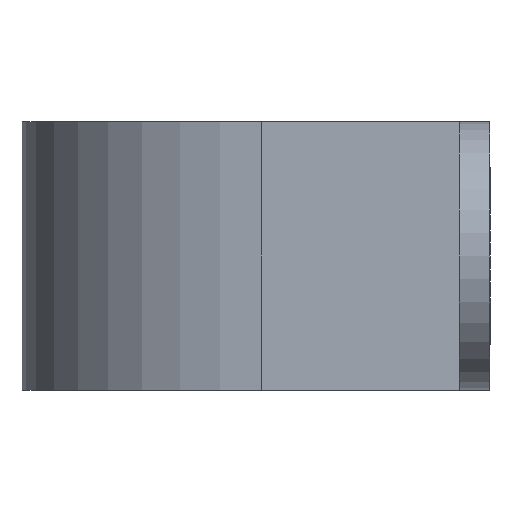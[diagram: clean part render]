
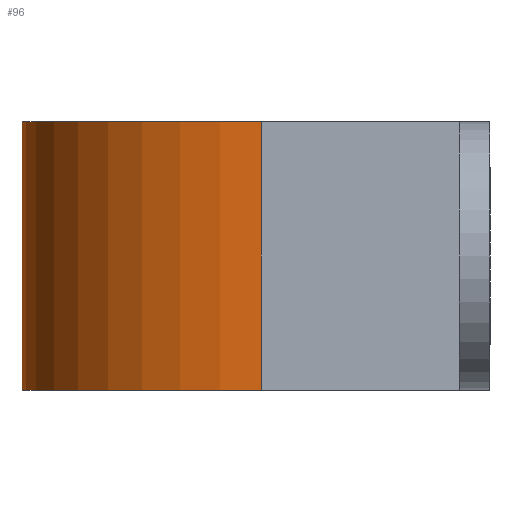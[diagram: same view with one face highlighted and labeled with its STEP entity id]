
A CAD part, left-side view. The second image highlights one B-rep face of the part: STEP entity #96.
In plain terms, the highlighted cylindrical face has radius 17.8 mm (diameter 35.6 mm), a partial arc.
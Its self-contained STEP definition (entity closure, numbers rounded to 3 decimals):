
#15 = CIRCLE ( 'NONE', #474, 17.8 ) ;
#38 = ORIENTED_EDGE ( 'NONE', *, *, #703, .T. ) ;
#89 = DIRECTION ( 'NONE',  ( 0., 0., -1. ) ) ;
#96 = ADVANCED_FACE ( 'NONE', ( #710 ), #229, .T. ) ;
#107 = CARTESIAN_POINT ( 'NONE',  ( 0., 17., 10. ) ) ;
#127 = EDGE_CURVE ( 'NONE', #902, #908, #15, .T. ) ;
#138 = VECTOR ( 'NONE', #141, 1000. ) ;
#141 = DIRECTION ( 'NONE',  ( 0., 0., -1. ) ) ;
#143 = ORIENTED_EDGE ( 'NONE', *, *, #127, .T. ) ;
#147 = ORIENTED_EDGE ( 'NONE', *, *, #714, .F. ) ;
#229 = CYLINDRICAL_SURFACE ( 'NONE', #536, 17.8 ) ;
#285 = VERTEX_POINT ( 'NONE', #530 ) ;
#313 = LINE ( 'NONE', #752, #636 ) ;
#321 = DIRECTION ( 'NONE',  ( -1., 0., 0. ) ) ;
#323 = ORIENTED_EDGE ( 'NONE', *, *, #780, .F. ) ;
#332 = CARTESIAN_POINT ( 'NONE',  ( -17.8, 17., -10. ) ) ;
#371 = CIRCLE ( 'NONE', #901, 17.8 ) ;
#379 = DIRECTION ( 'NONE',  ( 0., 0., 1. ) ) ;
#404 = LINE ( 'NONE', #683, #138 ) ;
#470 = CARTESIAN_POINT ( 'NONE',  ( 0., 17., -10. ) ) ;
#474 = AXIS2_PLACEMENT_3D ( 'NONE', #470, #769, #764 ) ;
#505 = DIRECTION ( 'NONE',  ( -1., 0., 0. ) ) ;
#530 = CARTESIAN_POINT ( 'NONE',  ( -17.8, 17., 10. ) ) ;
#536 = AXIS2_PLACEMENT_3D ( 'NONE', #815, #89, #505 ) ;
#546 = CARTESIAN_POINT ( 'NONE',  ( 17.8, 17., -10. ) ) ;
#555 = CARTESIAN_POINT ( 'NONE',  ( 17.8, 17., 10. ) ) ;
#564 = VERTEX_POINT ( 'NONE', #555 ) ;
#636 = VECTOR ( 'NONE', #676, 1000. ) ;
#676 = DIRECTION ( 'NONE',  ( 0., 0., -1. ) ) ;
#683 = CARTESIAN_POINT ( 'NONE',  ( -17.8, 17., 10. ) ) ;
#703 = EDGE_CURVE ( 'NONE', #564, #902, #313, .T. ) ;
#710 = FACE_OUTER_BOUND ( 'NONE', #741, .T. ) ;
#714 = EDGE_CURVE ( 'NONE', #285, #908, #404, .T. ) ;
#741 = EDGE_LOOP ( 'NONE', ( #143, #147, #323, #38 ) ) ;
#752 = CARTESIAN_POINT ( 'NONE',  ( 17.8, 17., 10. ) ) ;
#764 = DIRECTION ( 'NONE',  ( 1., 0., 0. ) ) ;
#769 = DIRECTION ( 'NONE',  ( 0., 0., 1. ) ) ;
#780 = EDGE_CURVE ( 'NONE', #564, #285, #371, .T. ) ;
#815 = CARTESIAN_POINT ( 'NONE',  ( 0., 17., 10. ) ) ;
#901 = AXIS2_PLACEMENT_3D ( 'NONE', #107, #379, #321 ) ;
#902 = VERTEX_POINT ( 'NONE', #546 ) ;
#908 = VERTEX_POINT ( 'NONE', #332 ) ;
